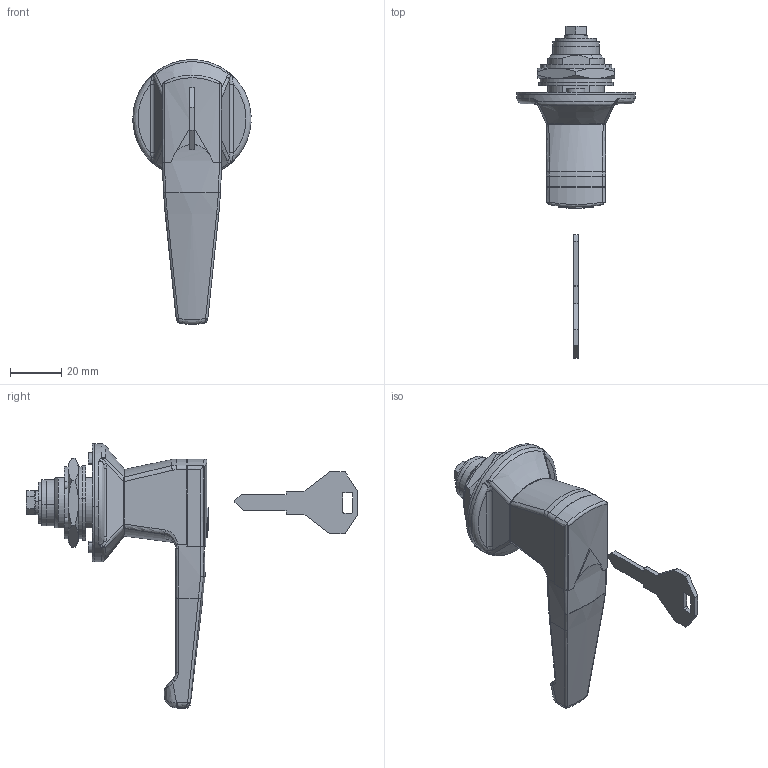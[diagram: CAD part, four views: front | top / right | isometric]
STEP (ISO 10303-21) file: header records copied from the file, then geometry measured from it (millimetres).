
FILE_DESCRIPTION((''),'2;1');
FILE_NAME('','2005-10-07T14:04:08',(''),(''),'','CADfix','');
FILE_SCHEMA(('AUTOMOTIVE_DESIGN'));
Length unit declared in the file: millimetre
Products named in the file (12): key; washer_D; washer_C; washer_B; washer_A; packing; nut; handle; cap; bolt; base; THA_330B_3K_5Y7_1_C_21417_36
Assembly tree (11 placements, depth 2):
  THA_330B_3K_5Y7_1_C_21417_36
    key
    washer_D
    washer_C
    washer_B
    washer_A
    packing
    nut
    handle
    cap
    bolt
    base
Bounding box: 45.92 x 129.14 x 102.95 mm (x, y, z)
Volume: 51816.1 mm3; surface area: 27021 mm2
Topology: 11 solids, 11 shells, 379 faces, 1014 edges, 658 vertices
Faces by surface type: bspline 379
Entity records: 17298 total; most frequent: CARTESIAN_POINT 11361, ORIENTED_EDGE 2006, EDGE_CURVE 1003, VERTEX_POINT 658, QUASI_UNIFORM_CURVE 414, EDGE_LOOP 407, FACE_OUTER_BOUND 379, ADVANCED_FACE 379
